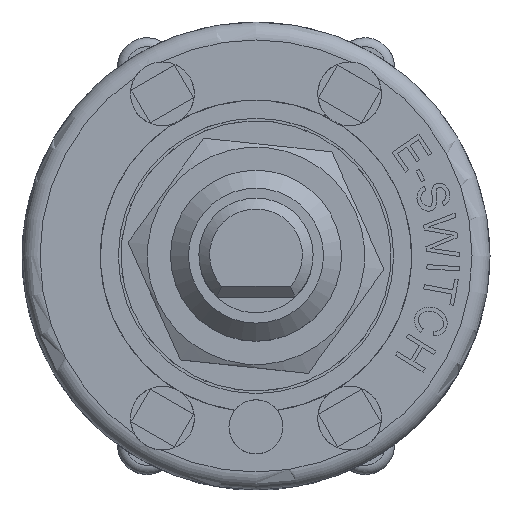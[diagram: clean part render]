
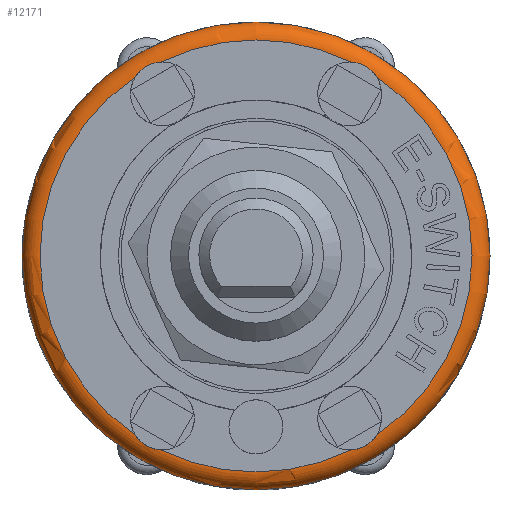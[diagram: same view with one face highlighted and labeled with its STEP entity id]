
A CAD part, top view. The second image highlights one B-rep face of the part: STEP entity #12171.
In plain terms, the highlighted toroidal (fillet/blend) face has major radius 12 mm and minor radius 1 mm.
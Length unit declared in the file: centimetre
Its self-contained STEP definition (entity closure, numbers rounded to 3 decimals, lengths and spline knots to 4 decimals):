
#26=TOROIDAL_SURFACE('',#12774,1.2,0.1);
#1087=B_SPLINE_CURVE_WITH_KNOTS('',3,(#21140,#21141,#21142,#21143,#21144,
#21145,#21146,#21147,#21148,#21149,#21150,#21151),.UNSPECIFIED.,.F.,.F.,
(4,2,2,2,2,4),(-0.2692,-0.2446,-0.216,
-0.1921,-0.1645,-0.1357),.UNSPECIFIED.);
#1088=B_SPLINE_CURVE_WITH_KNOTS('',3,(#21163,#21164,#21165,#21166,#21167,
#21168,#21169,#21170,#21171,#21172,#21173,#21174),.UNSPECIFIED.,.F.,.F.,
(4,2,2,2,2,4),(-0.2692,-0.2446,-0.216,
-0.1921,-0.1645,-0.1357),.UNSPECIFIED.);
#1089=B_SPLINE_CURVE_WITH_KNOTS('',3,(#21191,#21192,#21193,#21194,#21195,
#21196,#21197,#21198,#21199,#21200,#21201,#21202),.UNSPECIFIED.,.F.,.F.,
(4,2,2,2,2,4),(-0.2692,-0.2446,-0.216,
-0.1921,-0.1645,-0.1357),.UNSPECIFIED.);
#1090=B_SPLINE_CURVE_WITH_KNOTS('',3,(#21224,#21225,#21226,#21227,#21228,
#21229,#21230,#21231,#21232,#21233,#21234,#21235),.UNSPECIFIED.,.F.,.F.,
(4,2,2,2,2,4),(-0.2692,-0.2446,-0.216,
-0.1921,-0.1645,-0.1357),.UNSPECIFIED.);
#1704=FACE_OUTER_BOUND('',#2435,.T.);
#2435=EDGE_LOOP('',(#11210,#11211,#11212,#11213,#11214,#11215,#11216,#11217,
#11218,#11219,#11220,#11221));
#5080=CIRCLE('',#12727,1.3);
#5107=CIRCLE('',#12775,0.1);
#5108=CIRCLE('',#12776,1.2);
#5109=CIRCLE('',#12777,1.2);
#5110=CIRCLE('',#12778,1.2);
#5111=CIRCLE('',#12779,1.2);
#5112=CIRCLE('',#12780,1.2);
#6223=VERTEX_POINT('',#21102);
#6231=VERTEX_POINT('',#21138);
#6232=VERTEX_POINT('',#21139);
#6235=VERTEX_POINT('',#21161);
#6236=VERTEX_POINT('',#21162);
#6241=VERTEX_POINT('',#21189);
#6242=VERTEX_POINT('',#21190);
#6249=VERTEX_POINT('',#21222);
#6250=VERTEX_POINT('',#21223);
#6253=VERTEX_POINT('',#21245);
#7920=EDGE_CURVE('',#6223,#6223,#5080,.T.);
#7938=EDGE_CURVE('',#6231,#6232,#1087,.T.);
#7944=EDGE_CURVE('',#6235,#6236,#1088,.T.);
#7952=EDGE_CURVE('',#6241,#6242,#1089,.T.);
#7962=EDGE_CURVE('',#6249,#6250,#1090,.T.);
#7968=EDGE_CURVE('',#6223,#6253,#5107,.T.);
#7969=EDGE_CURVE('',#6253,#6241,#5108,.T.);
#7970=EDGE_CURVE('',#6242,#6235,#5109,.T.);
#7971=EDGE_CURVE('',#6236,#6231,#5110,.T.);
#7972=EDGE_CURVE('',#6232,#6249,#5111,.T.);
#7973=EDGE_CURVE('',#6250,#6253,#5112,.T.);
#11210=ORIENTED_EDGE('',*,*,#7920,.T.);
#11211=ORIENTED_EDGE('',*,*,#7968,.T.);
#11212=ORIENTED_EDGE('',*,*,#7969,.T.);
#11213=ORIENTED_EDGE('',*,*,#7952,.T.);
#11214=ORIENTED_EDGE('',*,*,#7970,.T.);
#11215=ORIENTED_EDGE('',*,*,#7944,.T.);
#11216=ORIENTED_EDGE('',*,*,#7971,.T.);
#11217=ORIENTED_EDGE('',*,*,#7938,.T.);
#11218=ORIENTED_EDGE('',*,*,#7972,.T.);
#11219=ORIENTED_EDGE('',*,*,#7962,.T.);
#11220=ORIENTED_EDGE('',*,*,#7973,.T.);
#11221=ORIENTED_EDGE('',*,*,#7968,.F.);
#12171=ADVANCED_FACE('',(#1704),#26,.T.);
#12727=AXIS2_PLACEMENT_3D('',#21103,#15052,#15053);
#12774=AXIS2_PLACEMENT_3D('',#21244,#15163,#15164);
#12775=AXIS2_PLACEMENT_3D('',#21246,#15165,#15166);
#12776=AXIS2_PLACEMENT_3D('',#21247,#15167,#15168);
#12777=AXIS2_PLACEMENT_3D('',#21248,#15169,#15170);
#12778=AXIS2_PLACEMENT_3D('',#21249,#15171,#15172);
#12779=AXIS2_PLACEMENT_3D('',#21250,#15173,#15174);
#12780=AXIS2_PLACEMENT_3D('',#21251,#15175,#15176);
#15052=DIRECTION('center_axis',(0.,0.,1.));
#15053=DIRECTION('ref_axis',(-1.,0.,0.));
#15163=DIRECTION('center_axis',(0.,0.,-1.));
#15164=DIRECTION('ref_axis',(-1.,0.,0.));
#15165=DIRECTION('center_axis',(0.,-1.,0.));
#15166=DIRECTION('ref_axis',(1.,0.,0.));
#15167=DIRECTION('center_axis',(0.,0.,-1.));
#15168=DIRECTION('ref_axis',(-1.,0.,0.));
#15169=DIRECTION('center_axis',(0.,0.,-1.));
#15170=DIRECTION('ref_axis',(-1.,0.,0.));
#15171=DIRECTION('center_axis',(0.,0.,-1.));
#15172=DIRECTION('ref_axis',(-1.,0.,0.));
#15173=DIRECTION('center_axis',(0.,0.,-1.));
#15174=DIRECTION('ref_axis',(-1.,0.,0.));
#15175=DIRECTION('center_axis',(0.,0.,-1.));
#15176=DIRECTION('ref_axis',(-1.,0.,0.));
#21102=CARTESIAN_POINT('',(1.3,0.,0.95));
#21103=CARTESIAN_POINT('Origin',(0.,0.,0.95));
#21138=CARTESIAN_POINT('',(-0.67,0.9955,1.05));
#21139=CARTESIAN_POINT('',(-0.5271,1.078,1.05));
#21140=CARTESIAN_POINT('Ctrl Pts',(-0.67,0.9955,
1.05));
#21141=CARTESIAN_POINT('Ctrl Pts',(-0.6646,1.0041,
1.05));
#21142=CARTESIAN_POINT('Ctrl Pts',(-0.6583,1.0124,
1.0498));
#21143=CARTESIAN_POINT('Ctrl Pts',(-0.6428,1.0294,
1.0491));
#21144=CARTESIAN_POINT('Ctrl Pts',(-0.6335,1.0377,
1.0488));
#21145=CARTESIAN_POINT('Ctrl Pts',(-0.615,1.051,1.0484));
#21146=CARTESIAN_POINT('Ctrl Pts',(-0.6061,1.0563,
1.0484));
#21147=CARTESIAN_POINT('Ctrl Pts',(-0.5859,1.0659,1.0487));
#21148=CARTESIAN_POINT('Ctrl Pts',(-0.5747,1.07,1.049));
#21149=CARTESIAN_POINT('Ctrl Pts',(-0.551,1.0759,1.0497));
#21150=CARTESIAN_POINT('Ctrl Pts',(-0.539,1.0775,
1.05));
#21151=CARTESIAN_POINT('Ctrl Pts',(-0.5271,1.078,
1.05));
#21161=CARTESIAN_POINT('',(-0.5271,-1.078,1.05));
#21162=CARTESIAN_POINT('',(-0.67,-0.9955,1.05));
#21163=CARTESIAN_POINT('Ctrl Pts',(-0.5271,-1.078,
1.05));
#21164=CARTESIAN_POINT('Ctrl Pts',(-0.5373,-1.0776,
1.05));
#21165=CARTESIAN_POINT('Ctrl Pts',(-0.5476,-1.0763,
1.0498));
#21166=CARTESIAN_POINT('Ctrl Pts',(-0.5701,-1.0714,1.0491));
#21167=CARTESIAN_POINT('Ctrl Pts',(-0.5819,-1.0675,
1.0488));
#21168=CARTESIAN_POINT('Ctrl Pts',(-0.6027,-1.0581,
1.0484));
#21169=CARTESIAN_POINT('Ctrl Pts',(-0.6117,-1.053,
1.0484));
#21170=CARTESIAN_POINT('Ctrl Pts',(-0.6301,-1.0404,
1.0487));
#21171=CARTESIAN_POINT('Ctrl Pts',(-0.6393,-1.0327,
1.049));
#21172=CARTESIAN_POINT('Ctrl Pts',(-0.6562,-1.0151,
1.0497));
#21173=CARTESIAN_POINT('Ctrl Pts',(-0.6637,-1.0055,
1.05));
#21174=CARTESIAN_POINT('Ctrl Pts',(-0.67,-0.9955,
1.05));
#21189=CARTESIAN_POINT('',(0.67,-0.9955,1.05));
#21190=CARTESIAN_POINT('',(0.5271,-1.078,1.05));
#21191=CARTESIAN_POINT('Ctrl Pts',(0.67,-0.9955,
1.05));
#21192=CARTESIAN_POINT('Ctrl Pts',(0.6646,-1.0041,
1.05));
#21193=CARTESIAN_POINT('Ctrl Pts',(0.6583,-1.0124,
1.0498));
#21194=CARTESIAN_POINT('Ctrl Pts',(0.6428,-1.0294,
1.0491));
#21195=CARTESIAN_POINT('Ctrl Pts',(0.6335,-1.0377,
1.0488));
#21196=CARTESIAN_POINT('Ctrl Pts',(0.615,-1.051,
1.0484));
#21197=CARTESIAN_POINT('Ctrl Pts',(0.6061,-1.0563,
1.0484));
#21198=CARTESIAN_POINT('Ctrl Pts',(0.5859,-1.0659,1.0487));
#21199=CARTESIAN_POINT('Ctrl Pts',(0.5747,-1.07,1.049));
#21200=CARTESIAN_POINT('Ctrl Pts',(0.551,-1.0759,
1.0497));
#21201=CARTESIAN_POINT('Ctrl Pts',(0.539,-1.0775,
1.05));
#21202=CARTESIAN_POINT('Ctrl Pts',(0.5271,-1.078,
1.05));
#21222=CARTESIAN_POINT('',(0.5271,1.078,1.05));
#21223=CARTESIAN_POINT('',(0.67,0.9955,1.05));
#21224=CARTESIAN_POINT('Ctrl Pts',(0.5271,1.078,1.05));
#21225=CARTESIAN_POINT('Ctrl Pts',(0.5373,1.0776,1.05));
#21226=CARTESIAN_POINT('Ctrl Pts',(0.5476,1.0763,1.0498));
#21227=CARTESIAN_POINT('Ctrl Pts',(0.5701,1.0714,1.0491));
#21228=CARTESIAN_POINT('Ctrl Pts',(0.5819,1.0675,1.0488));
#21229=CARTESIAN_POINT('Ctrl Pts',(0.6027,1.0581,1.0484));
#21230=CARTESIAN_POINT('Ctrl Pts',(0.6117,1.053,1.0484));
#21231=CARTESIAN_POINT('Ctrl Pts',(0.6301,1.0404,1.0487));
#21232=CARTESIAN_POINT('Ctrl Pts',(0.6393,1.0327,1.049));
#21233=CARTESIAN_POINT('Ctrl Pts',(0.6562,1.0151,1.0497));
#21234=CARTESIAN_POINT('Ctrl Pts',(0.6637,1.0055,1.05));
#21235=CARTESIAN_POINT('Ctrl Pts',(0.67,0.9955,
1.05));
#21244=CARTESIAN_POINT('Origin',(0.,0.,0.95));
#21245=CARTESIAN_POINT('',(1.2,0.,1.05));
#21246=CARTESIAN_POINT('Origin',(1.2,0.,0.95));
#21247=CARTESIAN_POINT('Origin',(0.,0.,1.05));
#21248=CARTESIAN_POINT('Origin',(0.,0.,1.05));
#21249=CARTESIAN_POINT('Origin',(0.,0.,1.05));
#21250=CARTESIAN_POINT('Origin',(0.,0.,1.05));
#21251=CARTESIAN_POINT('Origin',(0.,0.,1.05));
